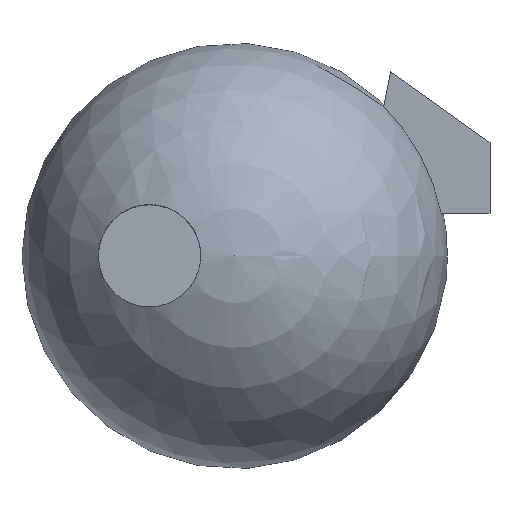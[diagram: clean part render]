
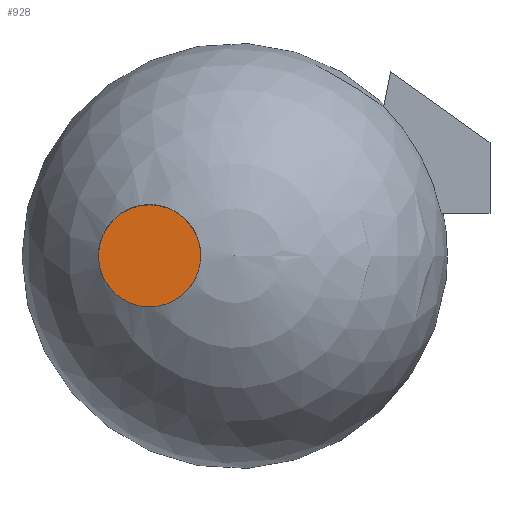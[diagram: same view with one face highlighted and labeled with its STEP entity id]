
A CAD part, top view. The second image highlights one B-rep face of the part: STEP entity #928.
In plain terms, the highlighted planar face has unit normal (0, 0, 1).
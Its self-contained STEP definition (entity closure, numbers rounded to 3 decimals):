
#585 = CYLINDRICAL_SURFACE('',#586,3.606);
#586 = AXIS2_PLACEMENT_3D('',#587,#588,#589);
#587 = CARTESIAN_POINT('',(-6.,0.,0.));
#588 = DIRECTION('',(0.,0.,-1.));
#589 = DIRECTION('',(1.,0.,0.));
#873 = VERTEX_POINT('',#874);
#874 = CARTESIAN_POINT('',(-2.394,0.,0.));
#898 = EDGE_CURVE('',#873,#873,#899,.T.);
#899 = SURFACE_CURVE('',#900,(#905,#912),.PCURVE_S1.);
#900 = CIRCLE('',#901,3.606);
#901 = AXIS2_PLACEMENT_3D('',#902,#903,#904);
#902 = CARTESIAN_POINT('',(-6.,0.,0.));
#903 = DIRECTION('',(0.,0.,1.));
#904 = DIRECTION('',(1.,0.,0.));
#905 = PCURVE('',#585,#906);
#906 = DEFINITIONAL_REPRESENTATION('',(#907),#911);
#907 = LINE('',#908,#909);
#908 = CARTESIAN_POINT('',(0.,0.));
#909 = VECTOR('',#910,1.);
#910 = DIRECTION('',(-1.,0.));
#911 = ( GEOMETRIC_REPRESENTATION_CONTEXT(2) 
PARAMETRIC_REPRESENTATION_CONTEXT() REPRESENTATION_CONTEXT('2D SPACE',''
  ) );
#912 = PCURVE('',#913,#918);
#913 = PLANE('',#914);
#914 = AXIS2_PLACEMENT_3D('',#915,#916,#917);
#915 = CARTESIAN_POINT('',(-2.394,0.,0.));
#916 = DIRECTION('',(0.,0.,-1.));
#917 = DIRECTION('',(-1.,0.,0.));
#918 = DEFINITIONAL_REPRESENTATION('',(#919),#927);
#919 = ( BOUNDED_CURVE() B_SPLINE_CURVE(2,(#920,#921,#922,#923,#924,#925
,#926),.UNSPECIFIED.,.F.,.F.) B_SPLINE_CURVE_WITH_KNOTS((1,2,2,2,2,1),(
    -2.094,0.,2.094,4.189,6.283,
8.378),.UNSPECIFIED.) CURVE() GEOMETRIC_REPRESENTATION_ITEM() 
RATIONAL_B_SPLINE_CURVE((1.,0.5,1.,0.5,1.,0.5,1.)) REPRESENTATION_ITEM(
  '') );
#920 = CARTESIAN_POINT('',(0.,0.));
#921 = CARTESIAN_POINT('',(0.,6.245));
#922 = CARTESIAN_POINT('',(5.408,3.122));
#923 = CARTESIAN_POINT('',(10.817,0.));
#924 = CARTESIAN_POINT('',(5.408,-3.122));
#925 = CARTESIAN_POINT('',(0.,-6.245));
#926 = CARTESIAN_POINT('',(0.,0.));
#927 = ( GEOMETRIC_REPRESENTATION_CONTEXT(2) 
PARAMETRIC_REPRESENTATION_CONTEXT() REPRESENTATION_CONTEXT('2D SPACE',''
  ) );
#928 = ADVANCED_FACE('',(#929),#913,.F.);
#929 = FACE_BOUND('',#930,.T.);
#930 = EDGE_LOOP('',(#931));
#931 = ORIENTED_EDGE('',*,*,#898,.T.);
